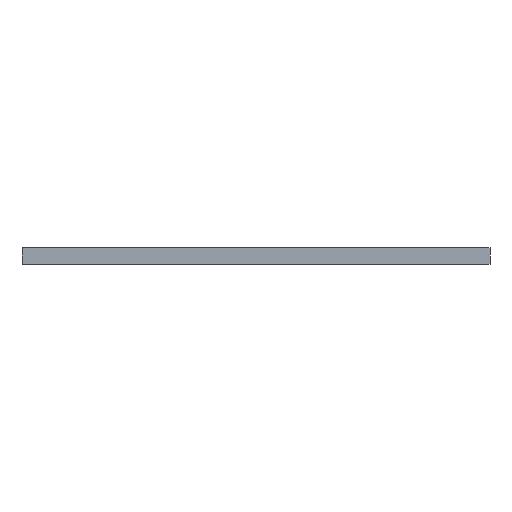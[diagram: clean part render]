
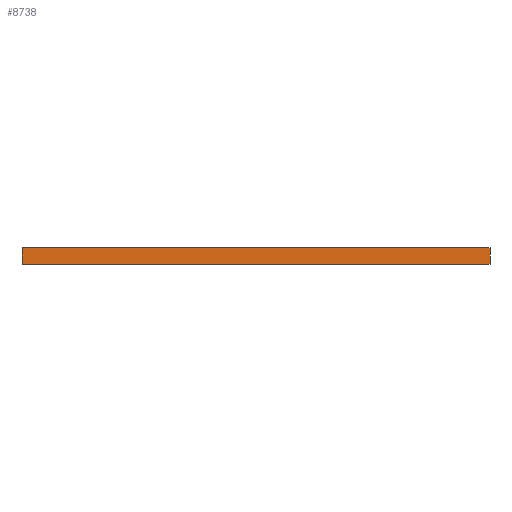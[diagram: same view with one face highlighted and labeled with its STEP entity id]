
A CAD part, front view. The second image highlights one B-rep face of the part: STEP entity #8738.
In plain terms, the highlighted planar face has unit normal (0, -1, 0).
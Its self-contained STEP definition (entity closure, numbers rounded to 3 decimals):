
#487=FACE_OUTER_BOUND('',#900,.T.);
#900=EDGE_LOOP('',(#7085,#7086,#7087,#7088));
#2167=LINE('',#13697,#3390);
#2168=LINE('',#13700,#3391);
#2169=LINE('',#13702,#3392);
#2170=LINE('',#13703,#3393);
#3390=VECTOR('',#11228,10.);
#3391=VECTOR('',#11231,10.);
#3392=VECTOR('',#11232,10.);
#3393=VECTOR('',#11233,10.);
#4216=VERTEX_POINT('',#13693);
#4217=VERTEX_POINT('',#13695);
#4218=VERTEX_POINT('',#13699);
#4219=VERTEX_POINT('',#13701);
#5445=EDGE_CURVE('',#4216,#4217,#2167,.T.);
#5446=EDGE_CURVE('',#4218,#4216,#2168,.T.);
#5447=EDGE_CURVE('',#4219,#4217,#2169,.T.);
#5448=EDGE_CURVE('',#4218,#4219,#2170,.T.);
#7085=ORIENTED_EDGE('',*,*,#5446,.T.);
#7086=ORIENTED_EDGE('',*,*,#5445,.T.);
#7087=ORIENTED_EDGE('',*,*,#5447,.F.);
#7088=ORIENTED_EDGE('',*,*,#5448,.F.);
#8325=PLANE('',#9175);
#8738=ADVANCED_FACE('',(#487),#8325,.T.);
#9175=AXIS2_PLACEMENT_3D('',#13698,#11229,#11230);
#11228=DIRECTION('',(0.,0.,1.));
#11229=DIRECTION('center_axis',(0.,-1.,0.));
#11230=DIRECTION('ref_axis',(1.,0.,0.));
#11231=DIRECTION('',(1.,0.,0.));
#11232=DIRECTION('',(1.,0.,0.));
#11233=DIRECTION('',(0.,0.,1.));
#13693=CARTESIAN_POINT('',(91.682,-120.025,2.));
#13695=CARTESIAN_POINT('',(91.682,-120.025,5.));
#13697=CARTESIAN_POINT('',(91.682,-120.025,2.));
#13698=CARTESIAN_POINT('Origin',(6.682,-120.025,2.));
#13699=CARTESIAN_POINT('',(6.682,-120.025,2.));
#13700=CARTESIAN_POINT('',(6.682,-120.025,2.));
#13701=CARTESIAN_POINT('',(6.682,-120.025,5.));
#13702=CARTESIAN_POINT('',(6.682,-120.025,5.));
#13703=CARTESIAN_POINT('',(6.682,-120.025,2.));
